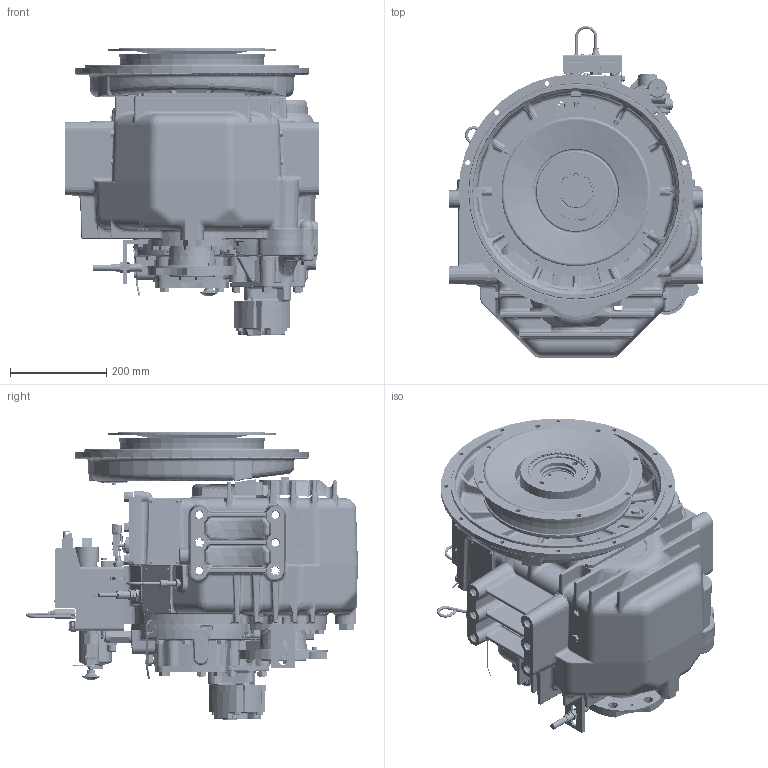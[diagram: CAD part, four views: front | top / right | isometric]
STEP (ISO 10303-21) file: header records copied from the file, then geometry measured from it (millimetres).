
FILE_DESCRIPTION (( 'STEP AP214' ), '1' );
FILE_NAME ('PX13023D.step', '2019-01-22T09:40:49', ( 'TDI' ), ( 'Twin Disc Inc' ), 'SwSTEP 2.0', 'SolidWorks 2015', '' );
FILE_SCHEMA (( 'AUTOMOTIVE_DESIGN' ));
Length unit declared in the file: millimetre
Products named in the file (1): PX13023D
Bounding box: 530 x 691.64 x 599.76 mm (x, y, z)
Surface area: 3070385.5 mm2 (no closed solid volume)
Topology: 0 solids, 393 shells, 4992 faces, 20015 edges, 14883 vertices
Faces by surface type: plane 1833, cylinder 1313, bspline 1090, cone 347, torus 275, sphere 134
Full cylindrical faces by diameter (mm): 2.54 x5, 2.794 x2, 3 x2, 4.2 x1, 4.75 x3, 4.826 x2, 5 x3, 5.131 x1, 5.7 x2, 6 x7, 6.35 x3, 6.7 x2, 6.8 x2, 7 x44, 7.749 x1, 7.88 x1, 8.8 x2, 9.335 x2, 9.522 x1, 9.53 x2, 9.538 x1, 10 x7, 10.319 x12, 10.935 x2, 11 x12, 12 x8, 12.009 x2, 12.5 x1, 12.7 x1, 12.954 x1
Entity records: 362838 total; most frequent: CARTESIAN_POINT 160320, ORIENTED_EDGE 28178, DIRECTION 27042, EDGE_CURVE 19397, VERTEX_POINT 14769, AXIS2_PLACEMENT_3D 9701, VECTOR 7640, LINE 7640
